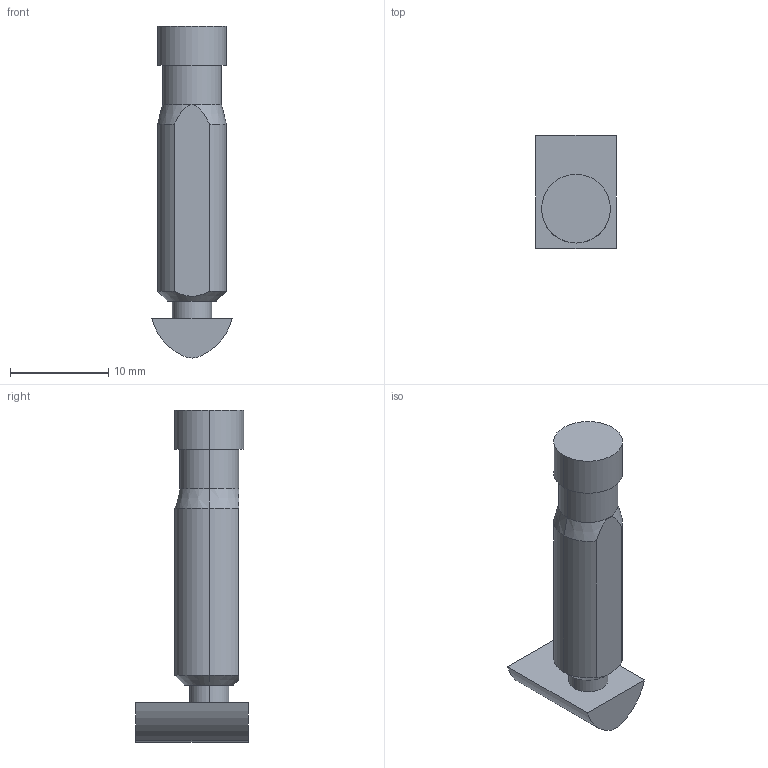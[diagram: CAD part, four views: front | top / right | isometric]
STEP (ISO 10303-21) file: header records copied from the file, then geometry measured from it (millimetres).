
FILE_DESCRIPTION (( 'STEP AP214' ), '1' );
FILE_NAME ('-7125055', '2019-02-04T10:14:07', ( '' ), ('JUGARD+KÜNSTNER GmbH'), 'SwSTEP 2.0', 'SolidWorks 2017', '' );
FILE_SCHEMA (( 'AUTOMOTIVE_DESIGN' ));
Length unit declared in the file: millimetre
Products named in the file (1): -7125055_CNAJF00
Bounding box: 8.21 x 11.5 x 33.8 mm (x, y, z)
Volume: 1280.7 mm3; surface area: 947.6 mm2
Topology: 1 solids, 1 shells, 25 faces, 53 edges, 33 vertices
Faces by surface type: cylinder 13, plane 7, cone 5
Entity records: 741 total; most frequent: CARTESIAN_POINT 145, DIRECTION 131, ORIENTED_EDGE 106, AXIS2_PLACEMENT_3D 55, EDGE_CURVE 53, VERTEX_POINT 33, CIRCLE 29, EDGE_LOOP 28
